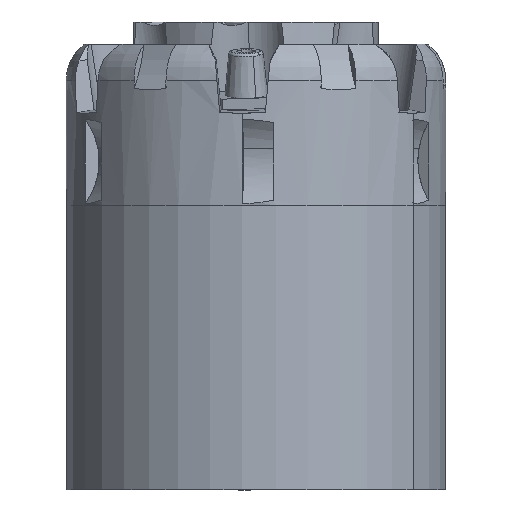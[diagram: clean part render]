
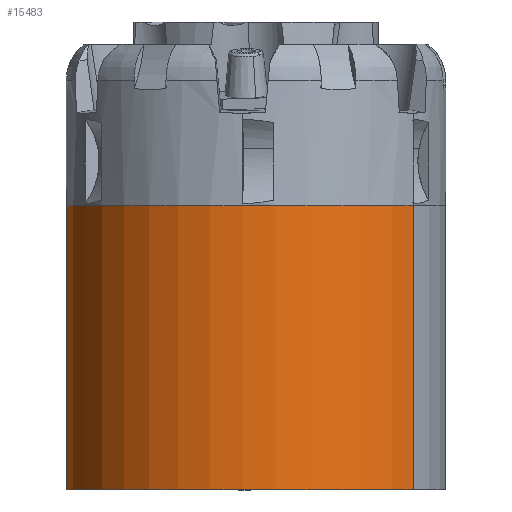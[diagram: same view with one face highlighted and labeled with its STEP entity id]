
A CAD part, left-side view. The second image highlights one B-rep face of the part: STEP entity #15483.
In plain terms, the highlighted cylindrical face has radius 20.7 mm (diameter 41.4 mm), a partial arc.
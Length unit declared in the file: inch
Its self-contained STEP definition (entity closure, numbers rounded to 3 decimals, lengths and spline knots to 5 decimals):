
#183 = CARTESIAN_POINT ( 'NONE',  ( 0.38718, 0.36303, 0.3539 ) ) ;
#837 = DIRECTION ( 'NONE',  ( 0., 0., 1. ) ) ;
#1352 = CARTESIAN_POINT ( 'NONE',  ( -0.24086, -1.14103, -0.65004 ) ) ;
#1471 = EDGE_LOOP ( 'NONE', ( #7704, #8498, #1567, #17446 ) ) ;
#1567 = ORIENTED_EDGE ( 'NONE', *, *, #23173, .T. ) ;
#3085 = VERTEX_POINT ( 'NONE', #9054 ) ;
#3795 = VERTEX_POINT ( 'NONE', #1352 ) ;
#4049 = DIRECTION ( 'NONE',  ( 0., 0., 1. ) ) ;
#5386 = VECTOR ( 'NONE', #23074, 39.37008 ) ;
#7163 = CYLINDRICAL_SURFACE ( 'NONE', #10007, 0.81496 ) ;
#7704 = ORIENTED_EDGE ( 'NONE', *, *, #15844, .F. ) ;
#8498 = ORIENTED_EDGE ( 'NONE', *, *, #11121, .T. ) ;
#8610 = AXIS2_PLACEMENT_3D ( 'NONE', #23281, #9574, #25573 ) ;
#9054 = CARTESIAN_POINT ( 'NONE',  ( 0.38718, 0.36303, 0.56984 ) ) ;
#9574 = DIRECTION ( 'NONE',  ( 0., 0., 1. ) ) ;
#9720 = CARTESIAN_POINT ( 'NONE',  ( 0.07316, -0.389, 0.3539 ) ) ;
#9817 = DIRECTION ( 'NONE',  ( -0.385, -0.923, 0. ) ) ;
#10007 = AXIS2_PLACEMENT_3D ( 'NONE', #9720, #14341, #9817 ) ;
#10125 = CIRCLE ( 'NONE', #8610, 0.81496 ) ;
#10574 = VERTEX_POINT ( 'NONE', #19078 ) ;
#10595 = CARTESIAN_POINT ( 'NONE',  ( 0.38718, 0.36303, -0.65004 ) ) ;
#11001 = LINE ( 'NONE', #20046, #29272 ) ;
#11121 = EDGE_CURVE ( 'NONE', #13418, #3795, #10125, .T. ) ;
#12784 = CIRCLE ( 'NONE', #22186, 0.81496 ) ;
#13418 = VERTEX_POINT ( 'NONE', #10595 ) ;
#14341 = DIRECTION ( 'NONE',  ( 0., 0., 1. ) ) ;
#14535 = CARTESIAN_POINT ( 'NONE',  ( 0.07316, -0.389, 0.56984 ) ) ;
#15483 = ADVANCED_FACE ( 'NONE', ( #22175 ), #7163, .T. ) ;
#15844 = EDGE_CURVE ( 'NONE', #13418, #3085, #29668, .T. ) ;
#16838 = DIRECTION ( 'NONE',  ( -1., 0., 0. ) ) ;
#17446 = ORIENTED_EDGE ( 'NONE', *, *, #23431, .F. ) ;
#19078 = CARTESIAN_POINT ( 'NONE',  ( -0.24086, -1.14103, 0.56984 ) ) ;
#20046 = CARTESIAN_POINT ( 'NONE',  ( -0.24086, -1.14103, 0.3539 ) ) ;
#22175 = FACE_OUTER_BOUND ( 'NONE', #1471, .T. ) ;
#22186 = AXIS2_PLACEMENT_3D ( 'NONE', #14535, #837, #16838 ) ;
#23074 = DIRECTION ( 'NONE',  ( 0., 0., 1. ) ) ;
#23173 = EDGE_CURVE ( 'NONE', #3795, #10574, #11001, .T. ) ;
#23281 = CARTESIAN_POINT ( 'NONE',  ( 0.07316, -0.389, -0.65004 ) ) ;
#23431 = EDGE_CURVE ( 'NONE', #3085, #10574, #12784, .T. ) ;
#25573 = DIRECTION ( 'NONE',  ( -0.385, -0.923, 0. ) ) ;
#29272 = VECTOR ( 'NONE', #4049, 39.37008 ) ;
#29668 = LINE ( 'NONE', #183, #5386 ) ;
